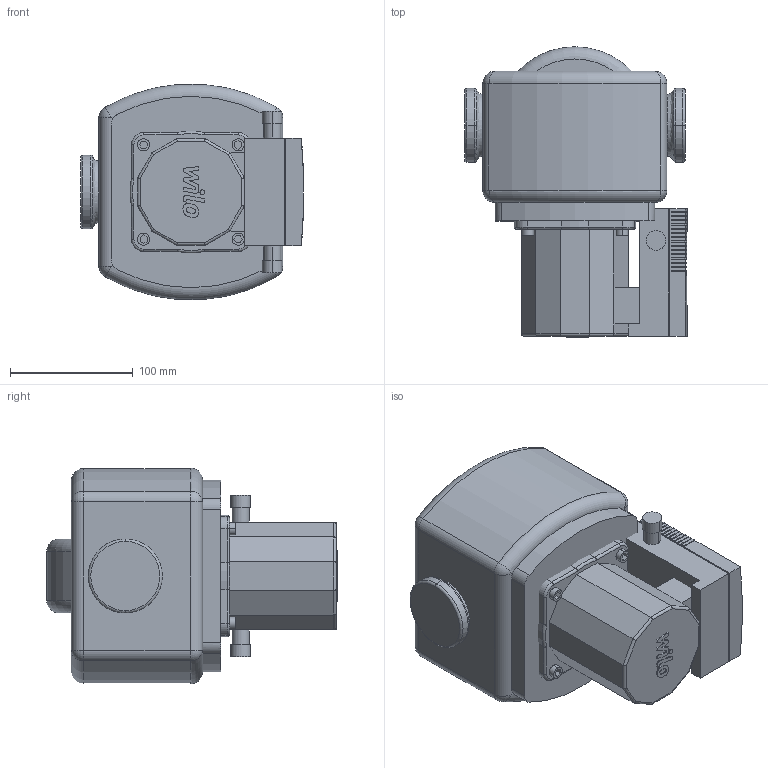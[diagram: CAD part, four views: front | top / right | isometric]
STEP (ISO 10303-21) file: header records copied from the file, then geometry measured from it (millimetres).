
FILE_DESCRIPTION((''),'2;1');
FILE_NAME('3d_TOP-Z30_7DMPN10RG-2048341.stp','2016-08-05T07:39:20',(''),(''),'Mechanical Desktop 2009','Mechanical Desktop 2009',', , ');
FILE_SCHEMA(('CONFIG_CONTROL_DESIGN'));
Length unit declared in the file: millimetre
Products named in the file (1): Product
Bounding box: 181.78 x 236.75 x 175.7 mm (x, y, z)
Volume: 4369635.5 mm3; surface area: 242874.5 mm2
Topology: 8 solids, 8 shells, 429 faces, 1135 edges, 730 vertices
Faces by surface type: plane 183, bspline 154, cylinder 66, torus 18, sphere 8
Entity records: 14538 total; most frequent: CARTESIAN_POINT 4317, ORIENTED_EDGE 2254, DIRECTION 1801, EDGE_CURVE 1127, VECTOR 845, LINE 845, VERTEX_POINT 730, AXIS2_PLACEMENT_3D 478
